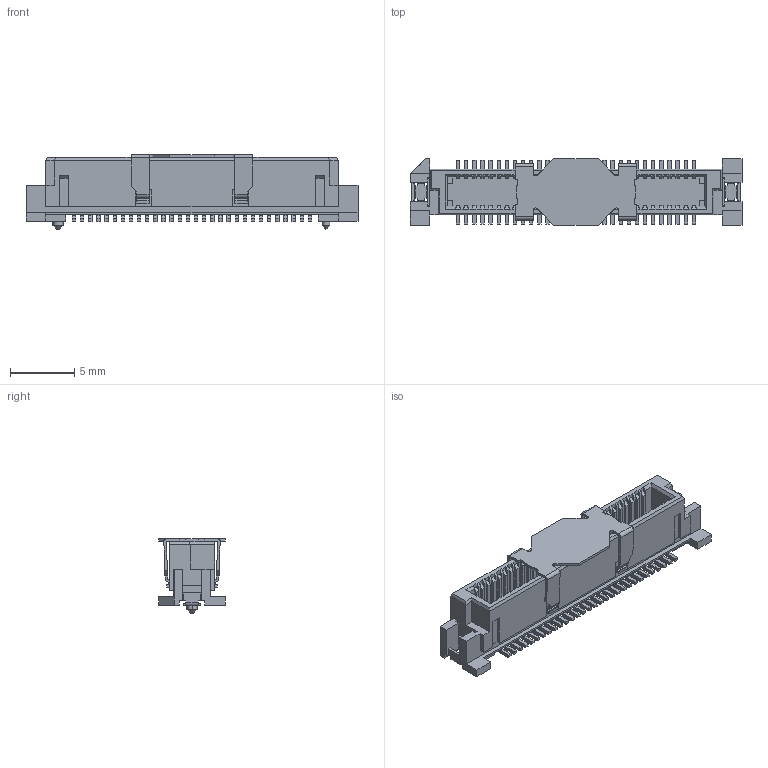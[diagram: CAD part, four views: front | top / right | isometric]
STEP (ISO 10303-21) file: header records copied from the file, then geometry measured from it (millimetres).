
FILE_DESCRIPTION(('FreeCAD Model'),'2;1');
FILE_NAME('Molex_SlimStack_55091-0674_2x30_P0.64mm_Vertical.step', '2019-10-24T14:26:17',('kicad StepUp'),('ksu MCAD'), 'Open CASCADE STEP processor 7.3','FreeCAD','Unknown');
FILE_SCHEMA(('AUTOMOTIVE_DESIGN { 1 0 10303 214 1 1 1 1 }'));
Length unit declared in the file: millimetre
Products named in the file (1): Molex_SlimStack_55091-0674_2x30_P0.64mm_Vertical
Bounding box: 25.92 x 5.2 x 5.85 mm (x, y, z)
Volume: 244.4 mm3; surface area: 1017.7 mm2
Topology: 1 solids, 1 shells, 1752 faces, 4925 edges, 3225 vertices
Faces by surface type: plane 1468, cylinder 280, cone 4
Entity records: 67901 total; most frequent: CARTESIAN_POINT 9901, ORIENTED_EDGE 9846, DIRECTION 8995, EDGE_CURVE 4923, LINE 4357, VECTOR 4357, VERTEX_POINT 3225, AXIS2_PLACEMENT_3D 2319
